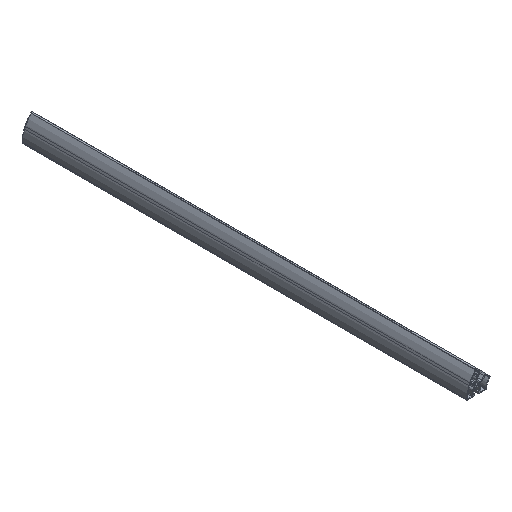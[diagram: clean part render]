
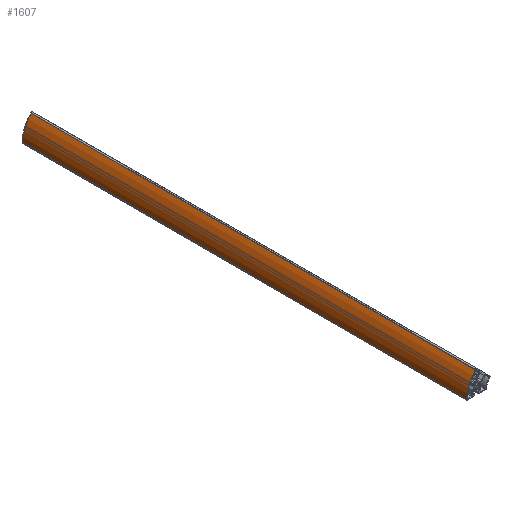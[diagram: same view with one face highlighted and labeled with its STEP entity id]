
A CAD part, isometric view. The second image highlights one B-rep face of the part: STEP entity #1607.
In plain terms, the highlighted cylindrical face has radius 72 mm (diameter 144 mm), a partial arc.
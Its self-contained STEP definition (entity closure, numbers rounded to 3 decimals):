
#95=FACE_OUTER_BOUND('',#178,.T.);
#178=EDGE_LOOP('',(#1166,#1167,#1168,#1169));
#251=LINE('',#2377,#416);
#306=LINE('',#2514,#471);
#416=VECTOR('',#1885,1000.);
#471=VECTOR('',#2012,1000.);
#595=CIRCLE('',#1729,72.);
#596=CIRCLE('',#1730,72.);
#668=VERTEX_POINT('',#2371);
#670=VERTEX_POINT('',#2375);
#715=VERTEX_POINT('',#2511);
#716=VERTEX_POINT('',#2513);
#833=EDGE_CURVE('',#668,#670,#251,.T.);
#900=EDGE_CURVE('',#670,#715,#595,.T.);
#901=EDGE_CURVE('',#716,#715,#306,.T.);
#902=EDGE_CURVE('',#668,#716,#596,.T.);
#1166=ORIENTED_EDGE('',*,*,#900,.T.);
#1167=ORIENTED_EDGE('',*,*,#901,.F.);
#1168=ORIENTED_EDGE('',*,*,#902,.F.);
#1169=ORIENTED_EDGE('',*,*,#833,.T.);
#1552=CYLINDRICAL_SURFACE('',#1728,72.);
#1607=ADVANCED_FACE('',(#95),#1552,.T.);
#1728=AXIS2_PLACEMENT_3D('',#2510,#2008,#2009);
#1729=AXIS2_PLACEMENT_3D('',#2512,#2010,#2011);
#1730=AXIS2_PLACEMENT_3D('',#2515,#2013,#2014);
#1885=DIRECTION('',(0.,1.,0.));
#2008=DIRECTION('center_axis',(0.,1.,0.));
#2009=DIRECTION('ref_axis',(0.,0.,1.));
#2010=DIRECTION('center_axis',(0.,-1.,0.));
#2011=DIRECTION('ref_axis',(0.,0.,1.));
#2012=DIRECTION('',(0.,1.,0.));
#2013=DIRECTION('center_axis',(0.,-1.,0.));
#2014=DIRECTION('ref_axis',(0.,0.,1.));
#2371=CARTESIAN_POINT('',(52.481,-590.95,29.243));
#2375=CARTESIAN_POINT('',(52.481,409.05,29.243));
#2377=CARTESIAN_POINT('',(52.481,59.05,29.243));
#2510=CARTESIAN_POINT('Origin',(104.532,59.05,-20.504));
#2511=CARTESIAN_POINT('',(32.55,409.05,-18.874));
#2512=CARTESIAN_POINT('Origin',(104.532,409.05,-20.504));
#2513=CARTESIAN_POINT('',(32.55,-590.95,-18.874));
#2514=CARTESIAN_POINT('',(32.55,59.05,-18.874));
#2515=CARTESIAN_POINT('Origin',(104.532,-590.95,-20.504));
